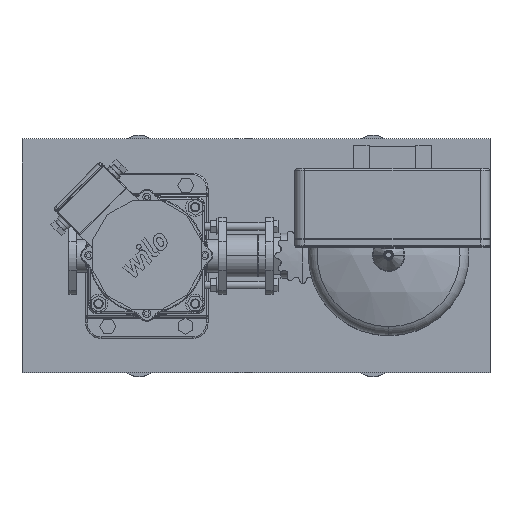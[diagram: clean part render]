
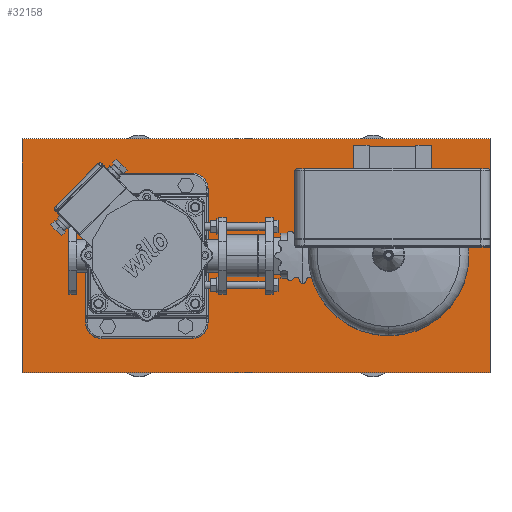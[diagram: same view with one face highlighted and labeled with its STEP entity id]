
A CAD part, top view. The second image highlights one B-rep face of the part: STEP entity #32158.
In plain terms, the highlighted planar face has unit normal (0, 0, 1).
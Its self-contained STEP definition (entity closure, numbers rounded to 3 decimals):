
#32119=CARTESIAN_POINT('',(-160.0,0.,90.0));
#32120=DIRECTION('',(0.0,0.0,1.0));
#32121=DIRECTION('',(0.0,-1.0,0.0));
#32122=AXIS2_PLACEMENT_3D('',#32119,#32120,#32121);
#32123=PLANE('',#32122);
#32124=CARTESIAN_POINT('',(440.0,-150.,90.));
#32125=VERTEX_POINT('',#32124);
#32126=CARTESIAN_POINT('',(440.0,150.,90.));
#32127=VERTEX_POINT('',#32126);
#32128=CARTESIAN_POINT('',(440.0,-150.,90.));
#32129=DIRECTION('',(0.0,1.0,0.0));
#32130=VECTOR('',#32129,300.0);
#32131=LINE('',#32128,#32130);
#32132=EDGE_CURVE('',#32125,#32127,#32131,.T.);
#32133=ORIENTED_EDGE('',*,*,#32132,.T.);
#32134=CARTESIAN_POINT('',(-160.0,150.,90.));
#32135=VERTEX_POINT('',#32134);
#32136=CARTESIAN_POINT('',(-160.0,150.,90.));
#32137=DIRECTION('',(1.0,0.0,0.0));
#32138=VECTOR('',#32137,600.0);
#32139=LINE('',#32136,#32138);
#32140=EDGE_CURVE('',#32135,#32127,#32139,.T.);
#32141=ORIENTED_EDGE('',*,*,#32140,.F.);
#32142=CARTESIAN_POINT('',(-160.0,-150.,90.));
#32143=VERTEX_POINT('',#32142);
#32144=CARTESIAN_POINT('',(-160.0,150.,90.));
#32145=DIRECTION('',(0.0,-1.0,0.0));
#32146=VECTOR('',#32145,300.0);
#32147=LINE('',#32144,#32146);
#32148=EDGE_CURVE('',#32135,#32143,#32147,.T.);
#32149=ORIENTED_EDGE('',*,*,#32148,.T.);
#32150=CARTESIAN_POINT('',(-160.0,-150.,90.));
#32151=DIRECTION('',(1.0,0.0,0.0));
#32152=VECTOR('',#32151,600.0);
#32153=LINE('',#32150,#32152);
#32154=EDGE_CURVE('',#32143,#32125,#32153,.T.);
#32155=ORIENTED_EDGE('',*,*,#32154,.T.);
#32156=EDGE_LOOP('',(#32133,#32141,#32149,#32155));
#32157=FACE_OUTER_BOUND('',#32156,.T.);
#32158=ADVANCED_FACE('',(#32157),#32123,.T.);
